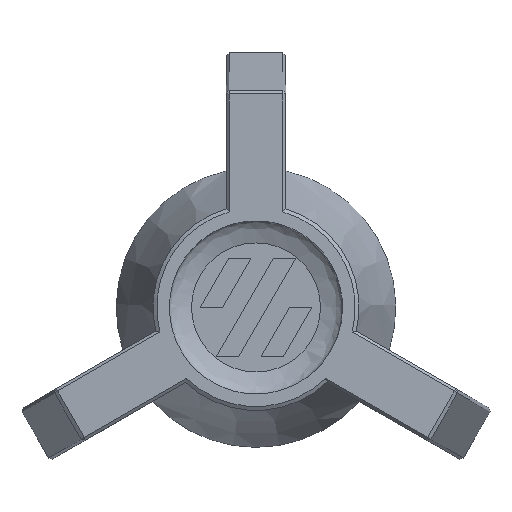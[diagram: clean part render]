
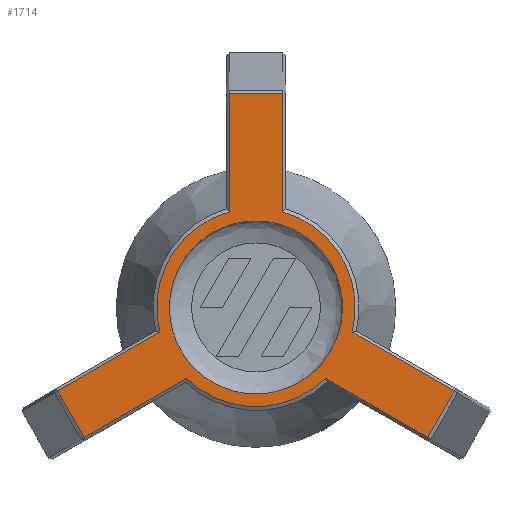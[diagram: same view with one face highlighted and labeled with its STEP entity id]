
A CAD part, top view. The second image highlights one B-rep face of the part: STEP entity #1714.
In plain terms, the highlighted planar face has unit normal (0, 0, 1).
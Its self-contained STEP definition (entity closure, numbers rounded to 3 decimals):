
#18=B_SPLINE_CURVE_WITH_KNOTS('',3,(#2881,#2882,#2883,#2884,#2885,#2886,
#2887,#2888,#2889,#2890,#2891,#2892,#2893,#2894,#2895,#2896,#2897,#2898,
#2899,#2900,#2901,#2902,#2903,#2904,#2905,#2906,#2907,#2908,#2909,#2910,
#2911,#2912,#2913,#2914,#2915,#2916,#2917,#2918,#2919),.UNSPECIFIED.,.T.,
 .F.,(4,2,3,2,2,2,2,2,2,2,2,2,2,2,2,2,2,2,4),(3.632,3.74,
3.876,4.116,4.356,4.596,4.837,
5.077,5.317,5.557,5.798,6.038,
6.278,6.518,6.759,6.999,7.239,
7.479,7.508),.UNSPECIFIED.);
#46=FACE_BOUND('',#321,.T.);
#103=CIRCLE('',#1860,7.05);
#108=CIRCLE('',#1889,7.05);
#109=CIRCLE('',#1890,7.05);
#216=FACE_OUTER_BOUND('',#320,.T.);
#320=EDGE_LOOP('',(#1463,#1464,#1465,#1466,#1467,#1468,#1469,#1470,#1471,
#1472,#1473,#1474));
#321=EDGE_LOOP('',(#1475));
#447=LINE('',#2701,#614);
#449=LINE('',#2710,#616);
#455=LINE('',#2721,#622);
#472=LINE('',#2803,#639);
#474=LINE('',#2812,#641);
#480=LINE('',#2823,#647);
#485=LINE('',#2875,#652);
#486=LINE('',#2877,#653);
#487=LINE('',#2878,#654);
#614=VECTOR('',#2202,10.);
#616=VECTOR('',#2208,10.);
#622=VECTOR('',#2218,10.);
#639=VECTOR('',#2279,10.);
#641=VECTOR('',#2285,10.);
#647=VECTOR('',#2295,10.);
#652=VECTOR('',#2340,10.);
#653=VECTOR('',#2341,10.);
#654=VECTOR('',#2342,10.);
#765=VERTEX_POINT('',#2675);
#770=VERTEX_POINT('',#2688);
#774=VERTEX_POINT('',#2700);
#779=VERTEX_POINT('',#2720);
#788=VERTEX_POINT('',#2769);
#790=VERTEX_POINT('',#2777);
#795=VERTEX_POINT('',#2790);
#799=VERTEX_POINT('',#2802);
#804=VERTEX_POINT('',#2822);
#812=VERTEX_POINT('',#2872);
#813=VERTEX_POINT('',#2874);
#814=VERTEX_POINT('',#2876);
#815=VERTEX_POINT('',#2880);
#969=EDGE_CURVE('',#774,#770,#447,.T.);
#973=EDGE_CURVE('',#770,#765,#449,.T.);
#979=EDGE_CURVE('',#765,#779,#455,.T.);
#997=EDGE_CURVE('',#779,#788,#103,.T.);
#1011=EDGE_CURVE('',#799,#795,#472,.T.);
#1015=EDGE_CURVE('',#795,#790,#474,.T.);
#1021=EDGE_CURVE('',#790,#804,#480,.T.);
#1040=EDGE_CURVE('',#812,#799,#108,.T.);
#1041=EDGE_CURVE('',#813,#812,#485,.T.);
#1042=EDGE_CURVE('',#814,#813,#486,.T.);
#1043=EDGE_CURVE('',#788,#814,#487,.T.);
#1044=EDGE_CURVE('',#804,#774,#109,.T.);
#1045=EDGE_CURVE('',#815,#815,#18,.T.);
#1463=ORIENTED_EDGE('',*,*,#1021,.F.);
#1464=ORIENTED_EDGE('',*,*,#1015,.F.);
#1465=ORIENTED_EDGE('',*,*,#1011,.F.);
#1466=ORIENTED_EDGE('',*,*,#1040,.F.);
#1467=ORIENTED_EDGE('',*,*,#1041,.F.);
#1468=ORIENTED_EDGE('',*,*,#1042,.F.);
#1469=ORIENTED_EDGE('',*,*,#1043,.F.);
#1470=ORIENTED_EDGE('',*,*,#997,.F.);
#1471=ORIENTED_EDGE('',*,*,#979,.F.);
#1472=ORIENTED_EDGE('',*,*,#973,.F.);
#1473=ORIENTED_EDGE('',*,*,#969,.F.);
#1474=ORIENTED_EDGE('',*,*,#1044,.F.);
#1475=ORIENTED_EDGE('',*,*,#1045,.T.);
#1614=PLANE('',#1888);
#1714=ADVANCED_FACE('',(#216,#46),#1614,.F.);
#1860=AXIS2_PLACEMENT_3D('',#2770,#2255,#2256);
#1888=AXIS2_PLACEMENT_3D('',#2871,#2336,#2337);
#1889=AXIS2_PLACEMENT_3D('',#2873,#2338,#2339);
#1890=AXIS2_PLACEMENT_3D('',#2879,#2343,#2344);
#2202=DIRECTION('',(0.,1.,0.));
#2208=DIRECTION('',(1.,0.,0.));
#2218=DIRECTION('',(0.,-1.,0.));
#2255=DIRECTION('center_axis',(0.,0.,-1.));
#2256=DIRECTION('ref_axis',(-1.,0.,0.));
#2279=DIRECTION('',(-0.866,-0.5,0.));
#2285=DIRECTION('',(-0.5,0.866,0.));
#2295=DIRECTION('',(0.866,0.5,0.));
#2336=DIRECTION('center_axis',(0.,0.,-1.));
#2337=DIRECTION('ref_axis',(-1.,0.,0.));
#2338=DIRECTION('center_axis',(0.,0.,-1.));
#2339=DIRECTION('ref_axis',(-1.,0.,0.));
#2340=DIRECTION('',(-0.866,0.5,0.));
#2341=DIRECTION('',(-0.5,-0.866,0.));
#2342=DIRECTION('',(0.866,-0.5,0.));
#2343=DIRECTION('center_axis',(0.,0.,-1.));
#2344=DIRECTION('ref_axis',(-1.,0.,0.));
#2675=CARTESIAN_POINT('',(1.9,15.166,7.5));
#2688=CARTESIAN_POINT('',(-1.9,15.166,7.5));
#2700=CARTESIAN_POINT('',(-1.9,6.789,7.5));
#2701=CARTESIAN_POINT('',(-1.9,9.1,7.5));
#2710=CARTESIAN_POINT('',(1.05,15.166,7.5));
#2720=CARTESIAN_POINT('',(1.9,6.789,7.5));
#2721=CARTESIAN_POINT('',(1.9,3.417,7.5));
#2769=CARTESIAN_POINT('',(6.83,-1.749,7.5));
#2770=CARTESIAN_POINT('Origin',(0.,0.,7.5));
#2777=CARTESIAN_POINT('',(-14.084,-5.938,7.5));
#2790=CARTESIAN_POINT('',(-12.184,-9.228,7.5));
#2802=CARTESIAN_POINT('',(-4.93,-5.04,7.5));
#2803=CARTESIAN_POINT('',(-6.931,-6.195,7.5));
#2812=CARTESIAN_POINT('',(-13.659,-6.674,7.5));
#2822=CARTESIAN_POINT('',(-6.83,-1.749,7.5));
#2823=CARTESIAN_POINT('',(-3.909,-0.063,7.5));
#2871=CARTESIAN_POINT('Origin',(0.,0.,7.5));
#2872=CARTESIAN_POINT('',(4.93,-5.04,7.5));
#2873=CARTESIAN_POINT('Origin',(0.,0.,7.5));
#2874=CARTESIAN_POINT('',(12.184,-9.228,7.5));
#2875=CARTESIAN_POINT('',(2.009,-3.354,7.5));
#2876=CARTESIAN_POINT('',(14.084,-5.938,7.5));
#2877=CARTESIAN_POINT('',(12.609,-8.492,7.5));
#2878=CARTESIAN_POINT('',(8.831,-2.905,7.5));
#2879=CARTESIAN_POINT('Origin',(0.,0.,7.5));
#2880=CARTESIAN_POINT('',(6.15,0.,7.5));
#2881=CARTESIAN_POINT('Ctrl Pts',(6.15,0.,7.5));
#2882=CARTESIAN_POINT('Ctrl Pts',(6.15,-0.359,7.5));
#2883=CARTESIAN_POINT('Ctrl Pts',(6.119,-0.717,7.5));
#2884=CARTESIAN_POINT('Ctrl Pts',(5.977,-1.518,7.5));
#2885=CARTESIAN_POINT('Ctrl Pts',(5.849,-1.954,7.5));
#2886=CARTESIAN_POINT('Ctrl Pts',(5.674,-2.372,7.5));
#2887=CARTESIAN_POINT('Ctrl Pts',(5.365,-3.111,7.5));
#2888=CARTESIAN_POINT('Ctrl Pts',(4.915,-3.783,7.5));
#2889=CARTESIAN_POINT('Ctrl Pts',(3.782,-4.915,7.5));
#2890=CARTESIAN_POINT('Ctrl Pts',(3.111,-5.365,7.5));
#2891=CARTESIAN_POINT('Ctrl Pts',(1.633,-5.983,7.5));
#2892=CARTESIAN_POINT('Ctrl Pts',(0.841,-6.145,7.5));
#2893=CARTESIAN_POINT('Ctrl Pts',(-0.761,-6.155,
7.5));
#2894=CARTESIAN_POINT('Ctrl Pts',(-1.555,-6.004,7.5));
#2895=CARTESIAN_POINT('Ctrl Pts',(-3.041,-5.405,7.5));
#2896=CARTESIAN_POINT('Ctrl Pts',(-3.718,-4.964,7.5));
#2897=CARTESIAN_POINT('Ctrl Pts',(-4.865,-3.846,7.5));
#2898=CARTESIAN_POINT('Ctrl Pts',(-5.324,-3.181,7.5));
#2899=CARTESIAN_POINT('Ctrl Pts',(-5.961,-1.711,7.5));
#2900=CARTESIAN_POINT('Ctrl Pts',(-6.133,-0.921,7.5));
#2901=CARTESIAN_POINT('Ctrl Pts',(-6.165,0.68,7.5));
#2902=CARTESIAN_POINT('Ctrl Pts',(-6.024,1.476,7.5));
#2903=CARTESIAN_POINT('Ctrl Pts',(-5.445,2.969,7.5));
#2904=CARTESIAN_POINT('Ctrl Pts',(-5.012,3.652,7.5));
#2905=CARTESIAN_POINT('Ctrl Pts',(-3.91,4.814,7.5));
#2906=CARTESIAN_POINT('Ctrl Pts',(-3.25,5.282,7.5));
#2907=CARTESIAN_POINT('Ctrl Pts',(-1.789,5.938,7.5));
#2908=CARTESIAN_POINT('Ctrl Pts',(-1.002,6.12,7.5));
#2909=CARTESIAN_POINT('Ctrl Pts',(0.599,6.173,7.5));
#2910=CARTESIAN_POINT('Ctrl Pts',(1.397,6.043,7.5));
#2911=CARTESIAN_POINT('Ctrl Pts',(2.898,5.483,7.5));
#2912=CARTESIAN_POINT('Ctrl Pts',(3.586,5.06,7.5));
#2913=CARTESIAN_POINT('Ctrl Pts',(4.762,3.973,7.5));
#2914=CARTESIAN_POINT('Ctrl Pts',(5.239,3.32,7.5));
#2915=CARTESIAN_POINT('Ctrl Pts',(5.914,1.867,7.5));
#2916=CARTESIAN_POINT('Ctrl Pts',(6.107,1.082,7.5));
#2917=CARTESIAN_POINT('Ctrl Pts',(6.148,0.188,7.5));
#2918=CARTESIAN_POINT('Ctrl Pts',(6.15,0.094,7.5));
#2919=CARTESIAN_POINT('Ctrl Pts',(6.15,0.,7.5));
